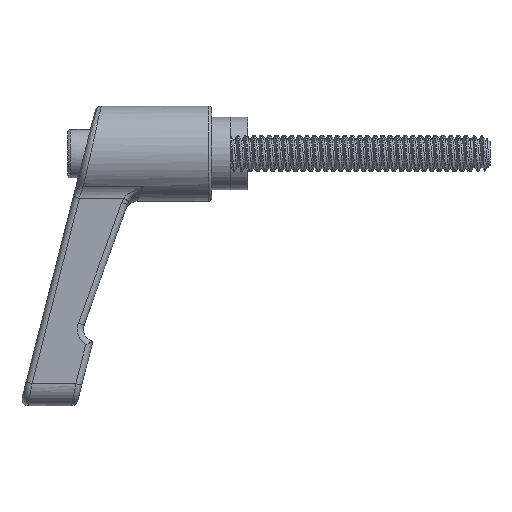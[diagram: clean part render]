
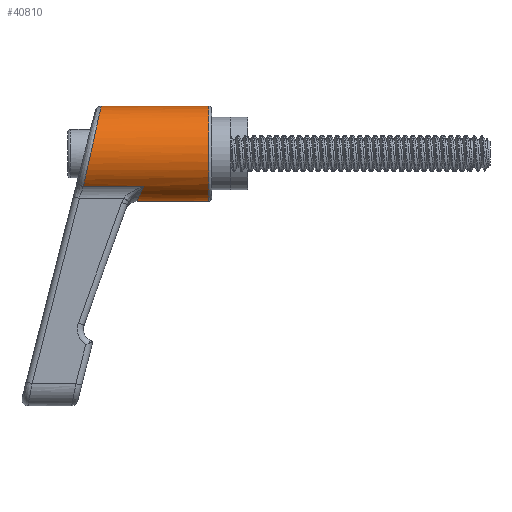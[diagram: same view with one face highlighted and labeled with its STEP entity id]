
A CAD part, left-side view. The second image highlights one B-rep face of the part: STEP entity #40810.
In plain terms, the highlighted cylindrical face has radius 7.85 mm (diameter 15.7 mm), a partial arc.
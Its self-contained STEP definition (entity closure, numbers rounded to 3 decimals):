
#33 = VERTEX_POINT ( 'NONE', #37927 ) ;
#826 = LINE ( 'NONE', #25828, #43853 ) ;
#1324 = EDGE_CURVE ( 'NONE', #4590, #29140, #49060, .T. ) ;
#2679 = DIRECTION ( 'NONE',  ( 0., 0., 1. ) ) ;
#3455 = CARTESIAN_POINT ( 'NONE',  ( -5.686, 21.171, -5.412 ) ) ;
#4095 = CARTESIAN_POINT ( 'NONE',  ( -5.686, 21.171, -5.412 ) ) ;
#4577 = EDGE_LOOP ( 'NONE', ( #39353, #9655, #50934, #33066, #26480, #36819 ) ) ;
#4590 = VERTEX_POINT ( 'NONE', #48618 ) ;
#5162 = CARTESIAN_POINT ( 'NONE',  ( -5.686, 11.207, -5.412 ) ) ;
#5494 = VECTOR ( 'NONE', #9205, 1000. ) ;
#9205 = DIRECTION ( 'NONE',  ( 0., -1., 0. ) ) ;
#9270 = DIRECTION ( 'NONE',  ( 0., -1., 0. ) ) ;
#9655 = ORIENTED_EDGE ( 'NONE', *, *, #1324, .T. ) ;
#10057 = CYLINDRICAL_SURFACE ( 'NONE', #19553, 7.85 ) ;
#11018 = EDGE_CURVE ( 'NONE', #29140, #33, #14766, .T. ) ;
#12366 = CARTESIAN_POINT ( 'NONE',  ( -5.686, 23., -5.412 ) ) ;
#12750 = DIRECTION ( 'NONE',  ( 0., -1., 0. ) ) ;
#13104 = EDGE_CURVE ( 'NONE', #4590, #22041, #20446, .T. ) ;
#13948 = VERTEX_POINT ( 'NONE', #23802 ) ;
#14766 = LINE ( 'NONE', #12366, #25876 ) ;
#15416 = EDGE_CURVE ( 'NONE', #54123, #13948, #826, .T. ) ;
#15655 = CIRCLE ( 'NONE', #46645, 7.85 ) ;
#17714 = CARTESIAN_POINT ( 'NONE',  ( -4.183, 11.919, -6.991 ) ) ;
#19272 =( BOUNDED_CURVE ( )  B_SPLINE_CURVE ( 3, ( #5162, #17714, #33951, #38209 ),
 .UNSPECIFIED., .F., .F. ) 
 B_SPLINE_CURVE_WITH_KNOTS ( ( 4, 4 ),
 ( 2.332, 3.142 ),
 .UNSPECIFIED. ) 
 CURVE ( )  GEOMETRIC_REPRESENTATION_ITEM ( )  RATIONAL_B_SPLINE_CURVE ( ( 1., 0.946, 0.946, 1. ) ) 
 REPRESENTATION_ITEM ( '' )  );
#19553 = AXIS2_PLACEMENT_3D ( 'NONE', #21505, #12750, #29176 ) ;
#20446 = LINE ( 'NONE', #25947, #5494 ) ;
#21505 = CARTESIAN_POINT ( 'NONE',  ( 0., 23., 0. ) ) ;
#22041 = VERTEX_POINT ( 'NONE', #42345 ) ;
#23802 = CARTESIAN_POINT ( 'NONE',  ( 0., 0.5, -7.85 ) ) ;
#25828 = CARTESIAN_POINT ( 'NONE',  ( 0., 23., -7.85 ) ) ;
#25876 = VECTOR ( 'NONE', #29696, 1000. ) ;
#25947 = CARTESIAN_POINT ( 'NONE',  ( 0., 23., 7.85 ) ) ;
#26480 = ORIENTED_EDGE ( 'NONE', *, *, #15416, .T. ) ;
#27768 = DIRECTION ( 'NONE',  ( 0., 1., 0. ) ) ;
#29140 = VERTEX_POINT ( 'NONE', #3455 ) ;
#29176 = DIRECTION ( 'NONE',  ( 0., 0., -1. ) ) ;
#29696 = DIRECTION ( 'NONE',  ( 0., -1., 0. ) ) ;
#30937 = FACE_OUTER_BOUND ( 'NONE', #4577, .T. ) ;
#33066 = ORIENTED_EDGE ( 'NONE', *, *, #45564, .T. ) ;
#33951 = CARTESIAN_POINT ( 'NONE',  ( -2.18, 12.306, -7.85 ) ) ;
#34109 = EDGE_CURVE ( 'NONE', #13948, #22041, #15655, .T. ) ;
#36819 = ORIENTED_EDGE ( 'NONE', *, *, #34109, .T. ) ;
#37927 = CARTESIAN_POINT ( 'NONE',  ( -5.686, 11.207, -5.412 ) ) ;
#38209 = CARTESIAN_POINT ( 'NONE',  ( 0., 12.306, -7.85 ) ) ;
#39353 = ORIENTED_EDGE ( 'NONE', *, *, #13104, .F. ) ;
#40810 = ADVANCED_FACE ( 'NONE', ( #30937 ), #10057, .T. ) ;
#41476 = CARTESIAN_POINT ( 'NONE',  ( 0., 18.223, 7.85 ) ) ;
#42345 = CARTESIAN_POINT ( 'NONE',  ( 0., 0.5, 7.85 ) ) ;
#43853 = VECTOR ( 'NONE', #9270, 1000. ) ;
#44248 = CARTESIAN_POINT ( 'NONE',  ( 0., 0.5, 0. ) ) ;
#45564 = EDGE_CURVE ( 'NONE', #33, #54123, #19272, .T. ) ;
#46645 = AXIS2_PLACEMENT_3D ( 'NONE', #44248, #27768, #2679 ) ;
#48618 = CARTESIAN_POINT ( 'NONE',  ( 0., 18.223, 7.85 ) ) ;
#49060 =( BOUNDED_CURVE ( )  B_SPLINE_CURVE ( 3, ( #41476, #54075, #49497, #4095 ),
 .UNSPECIFIED., .F., .F. ) 
 B_SPLINE_CURVE_WITH_KNOTS ( ( 4, 4 ),
 ( 0., 2.332 ),
 .UNSPECIFIED. ) 
 CURVE ( )  GEOMETRIC_REPRESENTATION_ITEM ( )  RATIONAL_B_SPLINE_CURVE ( ( 1., 0.596, 0.596, 1. ) ) 
 REPRESENTATION_ITEM ( '' )  );
#49497 = CARTESIAN_POINT ( 'NONE',  ( -11.25, 19.872, 0.433 ) ) ;
#50934 = ORIENTED_EDGE ( 'NONE', *, *, #11018, .T. ) ;
#51731 = CARTESIAN_POINT ( 'NONE',  ( 0., 12.306, -7.85 ) ) ;
#54075 = CARTESIAN_POINT ( 'NONE',  ( -8.07, 18.223, 7.85 ) ) ;
#54123 = VERTEX_POINT ( 'NONE', #51731 ) ;
